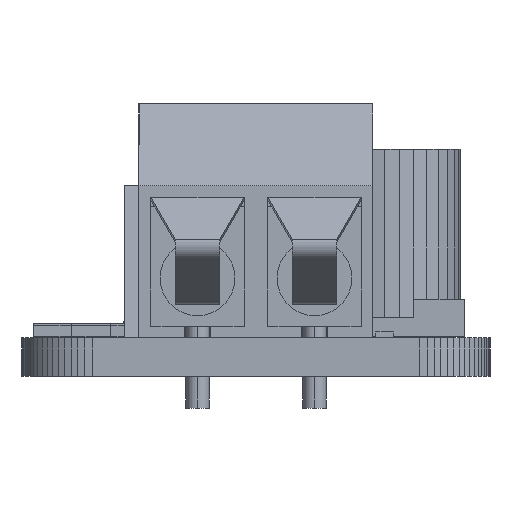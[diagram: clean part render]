
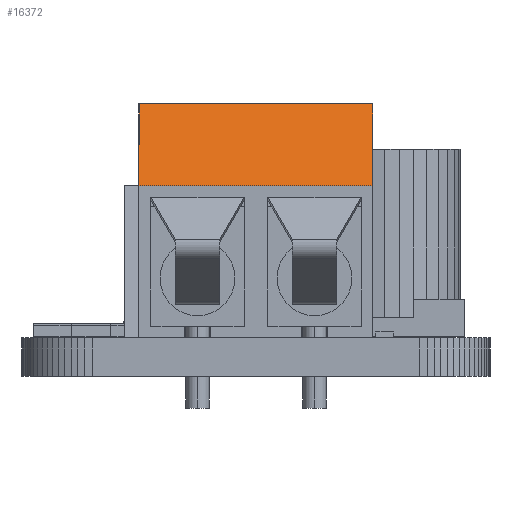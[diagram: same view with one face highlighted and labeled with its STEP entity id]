
A CAD part, left-side view. The second image highlights one B-rep face of the part: STEP entity #16372.
In plain terms, the highlighted face is planar.
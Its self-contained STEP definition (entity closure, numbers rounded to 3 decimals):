
#15637 = VERTEX_POINT('',#15638);
#15638 = CARTESIAN_POINT('',(5.,10.,2.5));
#15644 = EDGE_CURVE('',#15637,#15645,#15647,.T.);
#15645 = VERTEX_POINT('',#15646);
#15646 = CARTESIAN_POINT('',(5.,6.5,3.8));
#15647 = LINE('',#15648,#15649);
#15648 = CARTESIAN_POINT('',(5.,6.5,3.8));
#15649 = VECTOR('',#15650,1.);
#15650 = DIRECTION('',(0.,-0.937,0.348));
#15848 = VERTEX_POINT('',#15849);
#15849 = CARTESIAN_POINT('',(-5.,6.5,3.8));
#15855 = EDGE_CURVE('',#15856,#15848,#15858,.T.);
#15856 = VERTEX_POINT('',#15857);
#15857 = CARTESIAN_POINT('',(-5.,10.,2.5));
#15858 = LINE('',#15859,#15860);
#15859 = CARTESIAN_POINT('',(-5.,6.5,3.8));
#15860 = VECTOR('',#15861,1.);
#15861 = DIRECTION('',(0.,-0.937,0.348));
#16213 = EDGE_CURVE('',#15848,#15645,#16214,.T.);
#16214 = LINE('',#16215,#16216);
#16215 = CARTESIAN_POINT('',(-5.,6.5,3.8));
#16216 = VECTOR('',#16217,1.);
#16217 = DIRECTION('',(1.,0.,0.));
#16292 = EDGE_CURVE('',#15856,#15637,#16293,.T.);
#16293 = LINE('',#16294,#16295);
#16294 = CARTESIAN_POINT('',(-5.,10.,2.5));
#16295 = VECTOR('',#16296,1.);
#16296 = DIRECTION('',(1.,0.,0.));
#16372 = ADVANCED_FACE('',(#16373),#16379,.T.);
#16373 = FACE_BOUND('',#16374,.T.);
#16374 = EDGE_LOOP('',(#16375,#16376,#16377,#16378));
#16375 = ORIENTED_EDGE('',*,*,#16292,.F.);
#16376 = ORIENTED_EDGE('',*,*,#15855,.T.);
#16377 = ORIENTED_EDGE('',*,*,#16213,.T.);
#16378 = ORIENTED_EDGE('',*,*,#15644,.F.);
#16379 = PLANE('',#16380);
#16380 = AXIS2_PLACEMENT_3D('',#16381,#16382,#16383);
#16381 = CARTESIAN_POINT('',(-5.,6.5,3.8));
#16382 = DIRECTION('',(0.,0.348,0.937));
#16383 = DIRECTION('',(0.,-0.937,0.348));
